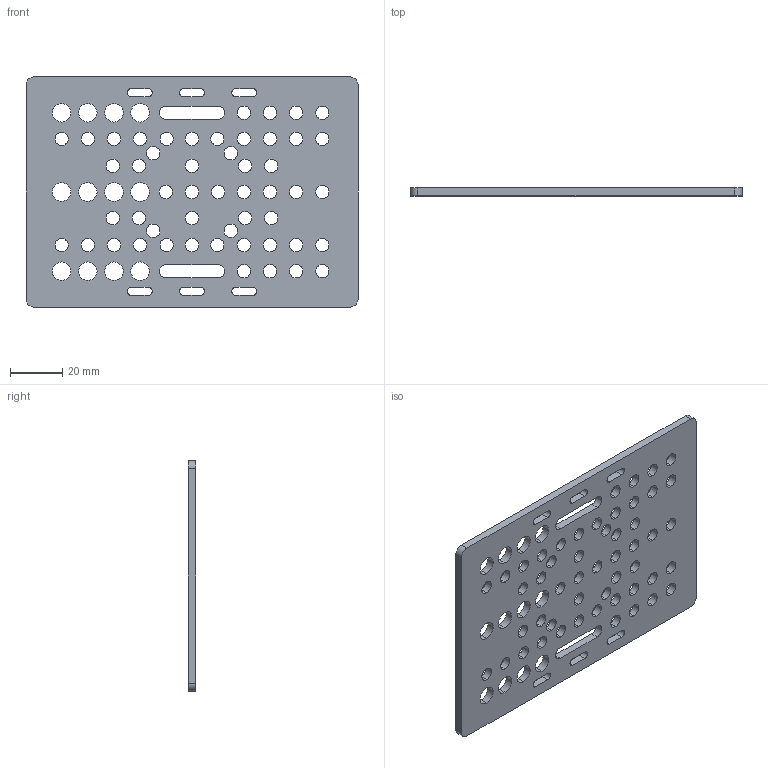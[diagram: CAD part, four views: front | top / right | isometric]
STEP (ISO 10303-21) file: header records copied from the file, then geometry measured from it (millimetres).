
FILE_DESCRIPTION (( 'STEP AP203' ), '1' );
FILE_NAME ('V-Slot Gantry Plate 20-80mm.step', '2015-07-29T19:38:15', ( '' ), ( '' ), 'SwSTEP 2.0', 'SolidWorks 2014', '' );
FILE_SCHEMA (( 'CONFIG_CONTROL_DESIGN' ));
Length unit declared in the file: millimetre
Products named in the file (1): V-Slot Gantry Plate 20-80mm
Bounding box: 127 x 3 x 88 mm (x, y, z)
Volume: 27758 mm3; surface area: 23772.1 mm2
Topology: 1 solids, 1 shells, 168 faces, 498 edges, 332 vertices
Faces by surface type: cylinder 146, plane 22
Entity records: 6155 total; most frequent: DIRECTION 1128, CARTESIAN_POINT 999, ORIENTED_EDGE 996, EDGE_CURVE 498, AXIS2_PLACEMENT_3D 461, VERTEX_POINT 332, EDGE_LOOP 310, CIRCLE 292
